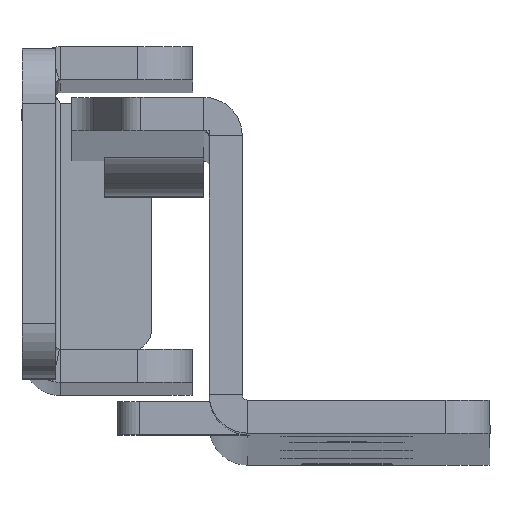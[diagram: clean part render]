
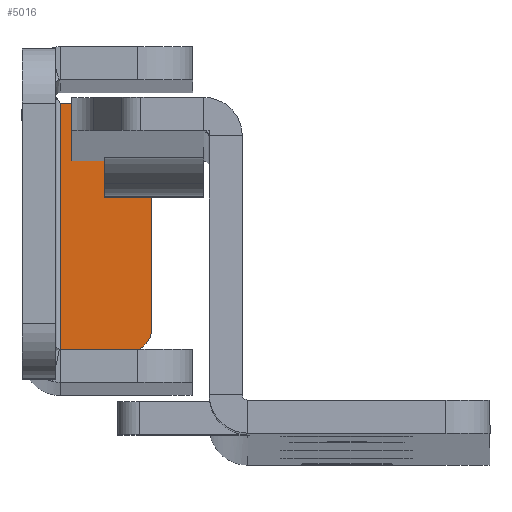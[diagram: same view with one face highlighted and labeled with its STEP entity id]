
A CAD part, top view. The second image highlights one B-rep face of the part: STEP entity #5016.
In plain terms, the highlighted planar face has unit normal (0, 0, 1).
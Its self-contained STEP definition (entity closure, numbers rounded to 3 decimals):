
#48 = EDGE_LOOP ( 'NONE', ( #2412, #4226, #245, #57, #5284, #3635, #5946, #1640 ) ) ;
#57 = ORIENTED_EDGE ( 'NONE', *, *, #5556, .F. ) ;
#245 = ORIENTED_EDGE ( 'NONE', *, *, #5708, .F. ) ;
#367 = EDGE_CURVE ( 'NONE', #2608, #3914, #512, .T. ) ;
#387 = VERTEX_POINT ( 'NONE', #3808 ) ;
#512 = LINE ( 'NONE', #3284, #2556 ) ;
#522 = CARTESIAN_POINT ( 'NONE',  ( 11.75, -9.25, -747. ) ) ;
#587 = DIRECTION ( 'NONE',  ( 1., 0., 0. ) ) ;
#682 = AXIS2_PLACEMENT_3D ( 'NONE', #1799, #5455, #4446 ) ;
#769 = VECTOR ( 'NONE', #1454, 1000. ) ;
#1086 = EDGE_CURVE ( 'NONE', #5935, #387, #4083, .T. ) ;
#1120 = AXIS2_PLACEMENT_3D ( 'NONE', #4359, #6541, #3837 ) ;
#1213 = LINE ( 'NONE', #6078, #5172 ) ;
#1454 = DIRECTION ( 'NONE',  ( 1., 0., 0. ) ) ;
#1458 = CIRCLE ( 'NONE', #5996, 2. ) ;
#1486 = PLANE ( 'NONE',  #5626 ) ;
#1640 = ORIENTED_EDGE ( 'NONE', *, *, #2755, .F. ) ;
#1762 = VERTEX_POINT ( 'NONE', #522 ) ;
#1799 = CARTESIAN_POINT ( 'NONE',  ( 3.75, -13.25, -747. ) ) ;
#1811 = CIRCLE ( 'NONE', #1120, 2. ) ;
#2029 = CARTESIAN_POINT ( 'NONE',  ( 9.75, -11.25, -747. ) ) ;
#2031 = DIRECTION ( 'NONE',  ( 0., 0., -1. ) ) ;
#2347 = EDGE_CURVE ( 'NONE', #387, #5438, #1458, .T. ) ;
#2412 = ORIENTED_EDGE ( 'NONE', *, *, #367, .F. ) ;
#2535 = CARTESIAN_POINT ( 'NONE',  ( -745.25, 26., -747. ) ) ;
#2556 = VECTOR ( 'NONE', #5453, 1000. ) ;
#2608 = VERTEX_POINT ( 'NONE', #4687 ) ;
#2755 = EDGE_CURVE ( 'NONE', #3914, #5935, #1811, .T. ) ;
#3284 = CARTESIAN_POINT ( 'NONE',  ( 3.5, 26., -747. ) ) ;
#3417 = EDGE_CURVE ( 'NONE', #5839, #2608, #6809, .T. ) ;
#3444 = CARTESIAN_POINT ( 'NONE',  ( 3.75, 11.25, -747. ) ) ;
#3530 = CARTESIAN_POINT ( 'NONE',  ( 11.75, 9.25, -747. ) ) ;
#3616 = DIRECTION ( 'NONE',  ( -1., 0., 0. ) ) ;
#3635 = ORIENTED_EDGE ( 'NONE', *, *, #2347, .F. ) ;
#3660 = DIRECTION ( 'NONE',  ( 1., 0., 0. ) ) ;
#3808 = CARTESIAN_POINT ( 'NONE',  ( 9.75, 11.25, -747. ) ) ;
#3837 = DIRECTION ( 'NONE',  ( -1., 0., 0. ) ) ;
#3914 = VERTEX_POINT ( 'NONE', #5723 ) ;
#4083 = LINE ( 'NONE', #6259, #769 ) ;
#4226 = ORIENTED_EDGE ( 'NONE', *, *, #3417, .F. ) ;
#4359 = CARTESIAN_POINT ( 'NONE',  ( 3.75, 13.25, -747. ) ) ;
#4370 = DIRECTION ( 'NONE',  ( 0., 0., -1. ) ) ;
#4446 = DIRECTION ( 'NONE',  ( -1., 0., 0. ) ) ;
#4543 = CARTESIAN_POINT ( 'NONE',  ( 3.75, -11.25, -747. ) ) ;
#4687 = CARTESIAN_POINT ( 'NONE',  ( 3.5, -11.266, -747. ) ) ;
#4805 = EDGE_CURVE ( 'NONE', #1762, #5438, #6668, .T. ) ;
#4890 = VERTEX_POINT ( 'NONE', #2029 ) ;
#5016 = ADVANCED_FACE ( 'NONE', ( #6848 ), #1486, .F. ) ;
#5172 = VECTOR ( 'NONE', #5548, 1000. ) ;
#5222 = VECTOR ( 'NONE', #5529, 1000. ) ;
#5251 = DIRECTION ( 'NONE',  ( 0., 0., -1. ) ) ;
#5284 = ORIENTED_EDGE ( 'NONE', *, *, #4805, .T. ) ;
#5438 = VERTEX_POINT ( 'NONE', #3530 ) ;
#5453 = DIRECTION ( 'NONE',  ( 0., 1., 0. ) ) ;
#5455 = DIRECTION ( 'NONE',  ( 0., 0., 1. ) ) ;
#5529 = DIRECTION ( 'NONE',  ( 0., 1., 0. ) ) ;
#5548 = DIRECTION ( 'NONE',  ( -1., 0., 0. ) ) ;
#5556 = EDGE_CURVE ( 'NONE', #1762, #4890, #6995, .T. ) ;
#5626 = AXIS2_PLACEMENT_3D ( 'NONE', #2535, #5251, #3616 ) ;
#5675 = CARTESIAN_POINT ( 'NONE',  ( 11.75, -26., -747. ) ) ;
#5708 = EDGE_CURVE ( 'NONE', #4890, #5839, #1213, .T. ) ;
#5723 = CARTESIAN_POINT ( 'NONE',  ( 3.5, 11.266, -747. ) ) ;
#5839 = VERTEX_POINT ( 'NONE', #4543 ) ;
#5935 = VERTEX_POINT ( 'NONE', #3444 ) ;
#5946 = ORIENTED_EDGE ( 'NONE', *, *, #1086, .F. ) ;
#5996 = AXIS2_PLACEMENT_3D ( 'NONE', #6517, #4370, #587 ) ;
#6078 = CARTESIAN_POINT ( 'NONE',  ( 9.75, -11.25, -747. ) ) ;
#6259 = CARTESIAN_POINT ( 'NONE',  ( 3.75, 11.25, -747. ) ) ;
#6422 = AXIS2_PLACEMENT_3D ( 'NONE', #6940, #2031, #3660 ) ;
#6517 = CARTESIAN_POINT ( 'NONE',  ( 9.75, 9.25, -747. ) ) ;
#6541 = DIRECTION ( 'NONE',  ( 0., 0., 1. ) ) ;
#6668 = LINE ( 'NONE', #5675, #5222 ) ;
#6809 = CIRCLE ( 'NONE', #682, 2. ) ;
#6848 = FACE_OUTER_BOUND ( 'NONE', #48, .T. ) ;
#6940 = CARTESIAN_POINT ( 'NONE',  ( 9.75, -9.25, -747. ) ) ;
#6995 = CIRCLE ( 'NONE', #6422, 2. ) ;
